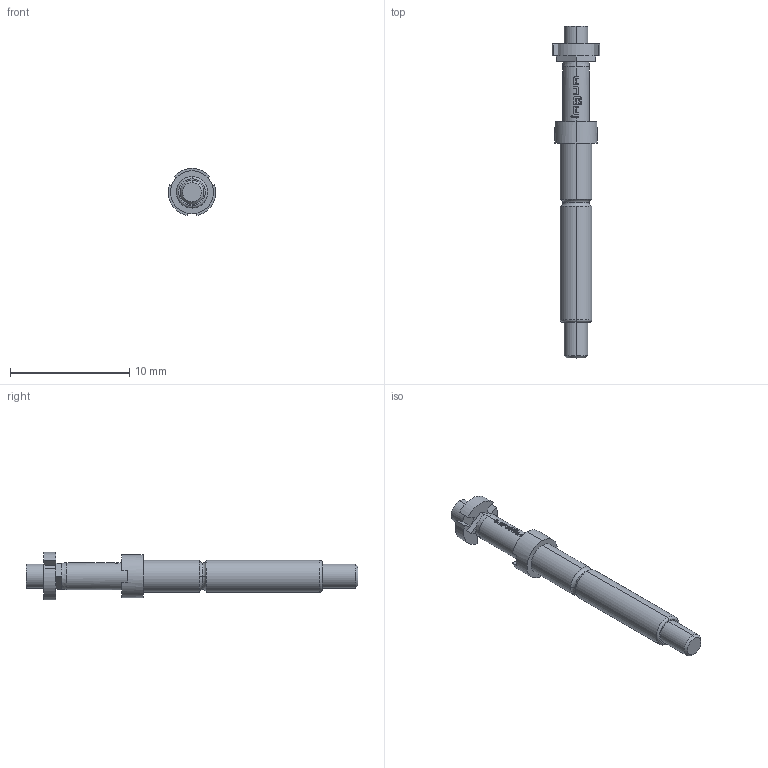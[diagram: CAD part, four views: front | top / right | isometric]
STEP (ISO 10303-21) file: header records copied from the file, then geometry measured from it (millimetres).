
FILE_DESCRIPTION (( 'STEP AP203' ), '1' );
FILE_NAME ('INGUN_T-888_302_200_150_400Axx02M.STEP', '2023-09-05T05:41:16', ( '' ), ( '' ), 'SwSTEP 2.0', 'SolidWorks 2021', '' );
FILE_SCHEMA (( 'CONFIG_CONTROL_DESIGN' ));
Length unit declared in the file: millimetre
Products named in the file (1): INGUN_T-888_302_200_150_400Axx02M
Bounding box: 4 x 27.8 x 3.96 mm (x, y, z)
Volume: 145.7 mm3; surface area: 266.4 mm2
Topology: 1 solids, 1 shells, 131 faces, 359 edges, 234 vertices
Faces by surface type: plane 74, cylinder 25, bspline 22, torus 6, cone 4
Entity records: 4522 total; most frequent: CARTESIAN_POINT 1245, ORIENTED_EDGE 718, DIRECTION 611, EDGE_CURVE 359, VERTEX_POINT 234, AXIS2_PLACEMENT_3D 228, LINE 155, VECTOR 155
